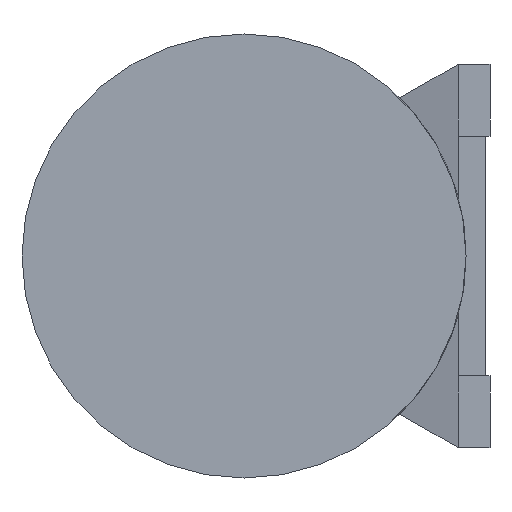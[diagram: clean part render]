
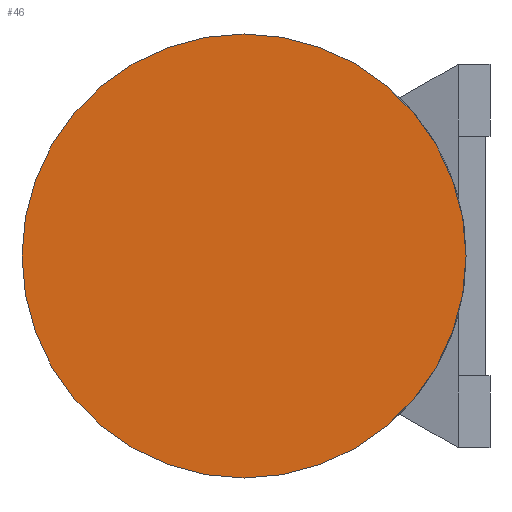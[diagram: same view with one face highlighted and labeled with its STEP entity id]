
A CAD part, left-side view. The second image highlights one B-rep face of the part: STEP entity #46.
In plain terms, the highlighted planar face has unit normal (-1, 0, 0).
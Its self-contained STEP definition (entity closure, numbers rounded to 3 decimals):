
#21 = CARTESIAN_POINT ( 'NONE',  ( 0., 0., 0. ) ) ;
#46 = ADVANCED_FACE ( 'NONE', ( #284 ), #1632, .T. ) ;
#284 = FACE_OUTER_BOUND ( 'NONE', #1863, .T. ) ;
#658 = CIRCLE ( 'NONE', #1241, 139. ) ;
#777 = CARTESIAN_POINT ( 'NONE',  ( 0., 0., -139. ) ) ;
#1026 = DIRECTION ( 'NONE',  ( 1., 0., 0. ) ) ;
#1040 = EDGE_CURVE ( 'NONE', #1059, #1059, #658, .T. ) ;
#1047 = DIRECTION ( 'NONE',  ( 0., 0., -1. ) ) ;
#1059 = VERTEX_POINT ( 'NONE', #777 ) ;
#1106 = ORIENTED_EDGE ( 'NONE', *, *, #1040, .F. ) ;
#1241 = AXIS2_PLACEMENT_3D ( 'NONE', #21, #1026, #1047 ) ;
#1308 = DIRECTION ( 'NONE',  ( -1., 0., 0. ) ) ;
#1333 = AXIS2_PLACEMENT_3D ( 'NONE', #1450, #1308, #1868 ) ;
#1450 = CARTESIAN_POINT ( 'NONE',  ( 0., 0., 0. ) ) ;
#1632 = PLANE ( 'NONE',  #1333 ) ;
#1863 = EDGE_LOOP ( 'NONE', ( #1106 ) ) ;
#1868 = DIRECTION ( 'NONE',  ( 0., 0., 1. ) ) ;
